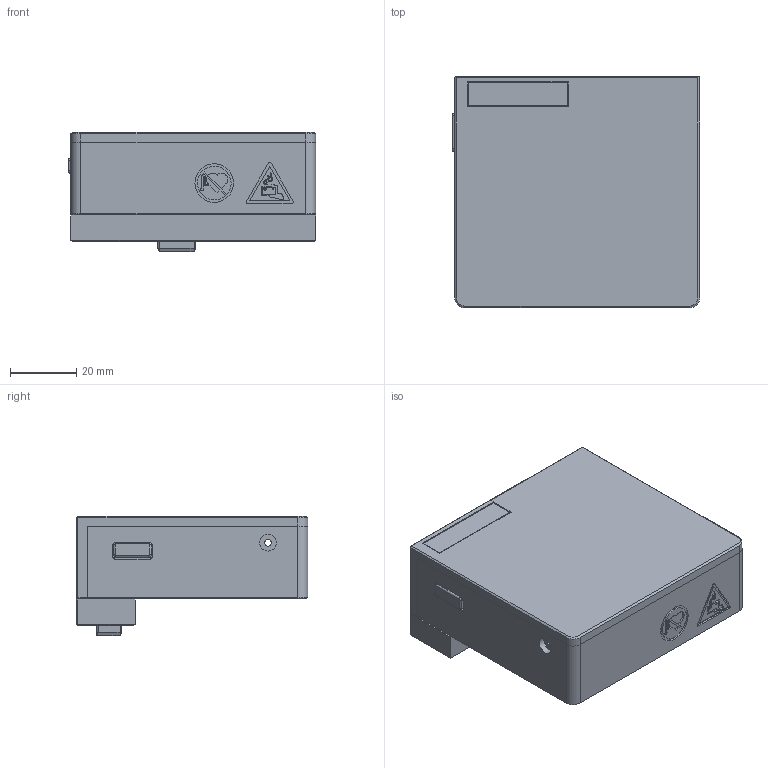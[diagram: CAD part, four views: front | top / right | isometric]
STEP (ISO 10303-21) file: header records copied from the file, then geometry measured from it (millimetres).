
FILE_DESCRIPTION(/* description */ (''),/* implementation_level */ '2;1');
FILE_NAME(/* name */ 'normal usb.step',/* time_stamp */ '2022-08-15T00:12:34+08:00',/* author */ (''),/* organization */ (''),/* preprocessor_version */ 'ST-DEVELOPER v19',/* originating_system */ 'Autodesk Translation Framework v11.7.0.108',/* authorisation */ '');
FILE_SCHEMA (('AUTOMOTIVE_DESIGN { 1 0 10303 214 3 1 1 }'));
Length unit declared in the file: millimetre
Products named in the file (6): normal usb; anti rp notch; usb brick button; [transparent] indicator cover; Destination port; magmount
Assembly tree (5 placements, depth 2):
  normal usb
    anti rp notch
    usb brick button
    [transparent] indicator cover
    Destination port
    magmount
Bounding box: 74.75 x 70 x 36.1 mm (x, y, z)
Volume: 66352.3 mm3; surface area: 47990.8 mm2
Topology: 7 solids, 7 shells, 595 faces, 1585 edges, 1011 vertices
Faces by surface type: plane 383, cylinder 130, bspline 46, cone 32, torus 4
Full cylindrical faces by diameter (mm): 2 x6, 2.7 x2, 3 x2, 3.5 x2, 4.5 x2, 4.7 x2, 5 x2, 8.5 x10, 10.5 x4, 11.686 x1
Entity records: 18894 total; most frequent: CARTESIAN_POINT 3966, ORIENTED_EDGE 3160, DIRECTION 2917, EDGE_CURVE 1580, LINE 1183, VECTOR 1183, VERTEX_POINT 1011, AXIS2_PLACEMENT_3D 867
